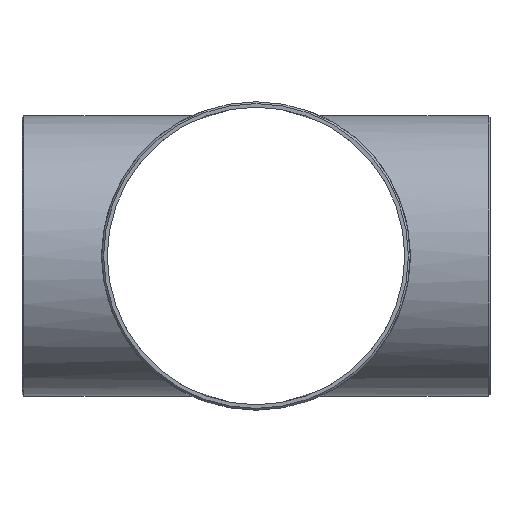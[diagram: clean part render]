
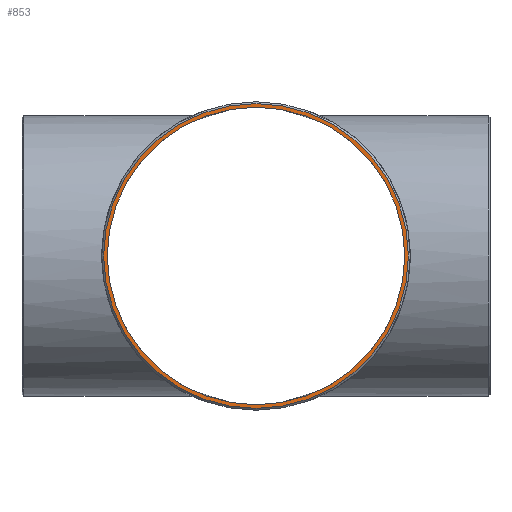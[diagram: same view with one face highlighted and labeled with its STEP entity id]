
A CAD part, left-side view. The second image highlights one B-rep face of the part: STEP entity #853.
In plain terms, the highlighted planar face has unit normal (-1, 0, 0).
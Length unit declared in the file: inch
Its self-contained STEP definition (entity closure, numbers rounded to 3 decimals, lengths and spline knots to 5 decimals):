
#29 = CARTESIAN_POINT ( 'NONE',  ( -11., 0., 6.75 ) ) ;
#56 = DIRECTION ( 'NONE',  ( 0., 0., 1. ) ) ;
#66 = CARTESIAN_POINT ( 'NONE',  ( -11., 0., -6.91667 ) ) ;
#72 = EDGE_CURVE ( 'NONE', #1491, #520, #975, .T. ) ;
#91 = EDGE_LOOP ( 'NONE', ( #788, #348 ) ) ;
#126 = DIRECTION ( 'NONE',  ( 1., 0., 0. ) ) ;
#159 = VERTEX_POINT ( 'NONE', #161 ) ;
#161 = CARTESIAN_POINT ( 'NONE',  ( -11., 0., -6.75 ) ) ;
#273 = DIRECTION ( 'NONE',  ( 0., 0., 1. ) ) ;
#283 = AXIS2_PLACEMENT_3D ( 'NONE', #887, #126, #273 ) ;
#324 = DIRECTION ( 'NONE',  ( -1., 0., 0. ) ) ;
#348 = ORIENTED_EDGE ( 'NONE', *, *, #932, .T. ) ;
#355 = CIRCLE ( 'NONE', #566, 6.75 ) ;
#414 = AXIS2_PLACEMENT_3D ( 'NONE', #513, #1024, #762 ) ;
#472 = EDGE_CURVE ( 'NONE', #159, #1272, #355, .T. ) ;
#497 = ORIENTED_EDGE ( 'NONE', *, *, #1631, .T. ) ;
#513 = CARTESIAN_POINT ( 'NONE',  ( -11., 0., 0. ) ) ;
#520 = VERTEX_POINT ( 'NONE', #1389 ) ;
#537 = DIRECTION ( 'NONE',  ( 0., 0., 1. ) ) ;
#546 = ORIENTED_EDGE ( 'NONE', *, *, #472, .T. ) ;
#566 = AXIS2_PLACEMENT_3D ( 'NONE', #712, #1615, #1478 ) ;
#595 = CIRCLE ( 'NONE', #1023, 6.91667 ) ;
#639 = FACE_BOUND ( 'NONE', #1243, .T. ) ;
#712 = CARTESIAN_POINT ( 'NONE',  ( -11., 0., 0. ) ) ;
#762 = DIRECTION ( 'NONE',  ( 0., 0., -1. ) ) ;
#788 = ORIENTED_EDGE ( 'NONE', *, *, #72, .T. ) ;
#853 = ADVANCED_FACE ( 'NONE', ( #1407, #639 ), #1147, .T. ) ;
#887 = CARTESIAN_POINT ( 'NONE',  ( -11., 0., 0. ) ) ;
#932 = EDGE_CURVE ( 'NONE', #520, #1491, #595, .T. ) ;
#975 = CIRCLE ( 'NONE', #1406, 6.91667 ) ;
#1023 = AXIS2_PLACEMENT_3D ( 'NONE', #1609, #324, #56 ) ;
#1024 = DIRECTION ( 'NONE',  ( -1., 0., 0. ) ) ;
#1147 = PLANE ( 'NONE',  #414 ) ;
#1164 = DIRECTION ( 'NONE',  ( -1., 0., 0. ) ) ;
#1194 = CARTESIAN_POINT ( 'NONE',  ( -11., 0., 0. ) ) ;
#1243 = EDGE_LOOP ( 'NONE', ( #497, #546 ) ) ;
#1272 = VERTEX_POINT ( 'NONE', #29 ) ;
#1389 = CARTESIAN_POINT ( 'NONE',  ( -11., 0., 6.91667 ) ) ;
#1406 = AXIS2_PLACEMENT_3D ( 'NONE', #1194, #1164, #537 ) ;
#1407 = FACE_OUTER_BOUND ( 'NONE', #91, .T. ) ;
#1478 = DIRECTION ( 'NONE',  ( 0., 0., 1. ) ) ;
#1480 = CIRCLE ( 'NONE', #283, 6.75 ) ;
#1491 = VERTEX_POINT ( 'NONE', #66 ) ;
#1609 = CARTESIAN_POINT ( 'NONE',  ( -11., 0., 0. ) ) ;
#1615 = DIRECTION ( 'NONE',  ( 1., 0., 0. ) ) ;
#1631 = EDGE_CURVE ( 'NONE', #1272, #159, #1480, .T. ) ;
